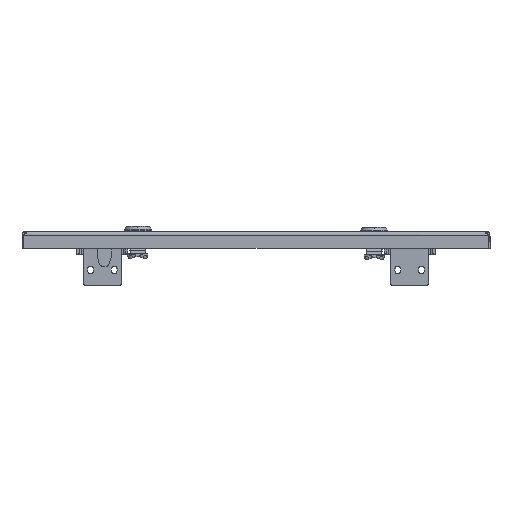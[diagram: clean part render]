
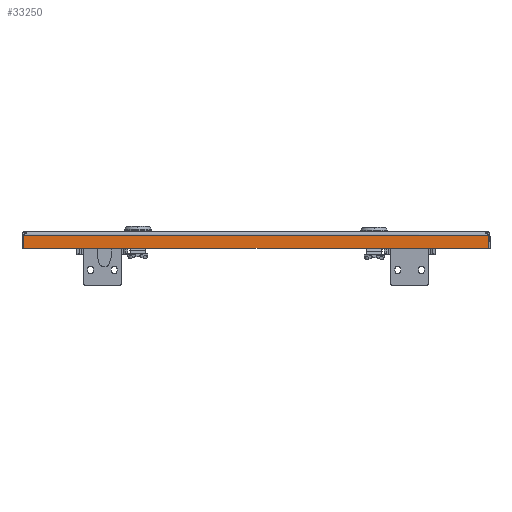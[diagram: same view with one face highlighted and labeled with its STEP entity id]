
A CAD part, left-side view. The second image highlights one B-rep face of the part: STEP entity #33250.
In plain terms, the highlighted planar face has unit normal (-1, 0, 0).
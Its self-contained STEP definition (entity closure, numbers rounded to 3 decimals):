
#11149 = VECTOR ( 'NONE', #35376, 1000. ) ;
#12213 = DIRECTION ( 'NONE',  ( 1., 0., 0. ) ) ;
#12502 = VERTEX_POINT ( 'NONE', #62299 ) ;
#12834 = VERTEX_POINT ( 'NONE', #52916 ) ;
#13364 = LINE ( 'NONE', #26677, #65518 ) ;
#14401 = VECTOR ( 'NONE', #60272, 1000. ) ;
#16453 = ORIENTED_EDGE ( 'NONE', *, *, #45565, .F. ) ;
#19609 = DIRECTION ( 'NONE',  ( 0., 0., -1. ) ) ;
#22467 = CARTESIAN_POINT ( 'NONE',  ( -344.5, 0., 0. ) ) ;
#23153 = LINE ( 'NONE', #44635, #63187 ) ;
#24290 = EDGE_CURVE ( 'NONE', #64513, #12502, #34192, .T. ) ;
#26677 = CARTESIAN_POINT ( 'NONE',  ( -344.5, -245.429, -2. ) ) ;
#28603 = CARTESIAN_POINT ( 'NONE',  ( -344.5, -245.429, -4. ) ) ;
#30933 = DIRECTION ( 'NONE',  ( 0., 0., -1. ) ) ;
#32547 = ORIENTED_EDGE ( 'NONE', *, *, #24290, .T. ) ;
#33250 = ADVANCED_FACE ( 'NONE', ( #33397 ), #43612, .F. ) ;
#33397 = FACE_OUTER_BOUND ( 'NONE', #55608, .T. ) ;
#34192 = LINE ( 'NONE', #38772, #14401 ) ;
#34722 = EDGE_CURVE ( 'NONE', #12834, #12502, #67062, .T. ) ;
#35376 = DIRECTION ( 'NONE',  ( 0., 1., 0. ) ) ;
#38772 = CARTESIAN_POINT ( 'NONE',  ( -344.5, 245.429, 0. ) ) ;
#40273 = CARTESIAN_POINT ( 'NONE',  ( -344.5, 245.429, -4. ) ) ;
#43612 = PLANE ( 'NONE',  #57247 ) ;
#44635 = CARTESIAN_POINT ( 'NONE',  ( -344.5, -247.5, -4. ) ) ;
#45565 = EDGE_CURVE ( 'NONE', #64513, #53980, #23153, .T. ) ;
#50830 = ORIENTED_EDGE ( 'NONE', *, *, #51653, .F. ) ;
#51653 = EDGE_CURVE ( 'NONE', #53980, #12834, #13364, .T. ) ;
#52916 = CARTESIAN_POINT ( 'NONE',  ( -344.5, -245.429, -18. ) ) ;
#53980 = VERTEX_POINT ( 'NONE', #28603 ) ;
#55608 = EDGE_LOOP ( 'NONE', ( #16453, #32547, #57810, #50830 ) ) ;
#57247 = AXIS2_PLACEMENT_3D ( 'NONE', #22467, #12213, #19609 ) ;
#57810 = ORIENTED_EDGE ( 'NONE', *, *, #34722, .F. ) ;
#60272 = DIRECTION ( 'NONE',  ( 0., 0., -1. ) ) ;
#62299 = CARTESIAN_POINT ( 'NONE',  ( -344.5, 245.429, -18. ) ) ;
#63187 = VECTOR ( 'NONE', #66446, 1000. ) ;
#64513 = VERTEX_POINT ( 'NONE', #40273 ) ;
#65518 = VECTOR ( 'NONE', #30933, 1000. ) ;
#66446 = DIRECTION ( 'NONE',  ( 0., -1., 0. ) ) ;
#67062 = LINE ( 'NONE', #67779, #11149 ) ;
#67779 = CARTESIAN_POINT ( 'NONE',  ( -344.5, -247.5, -18. ) ) ;
